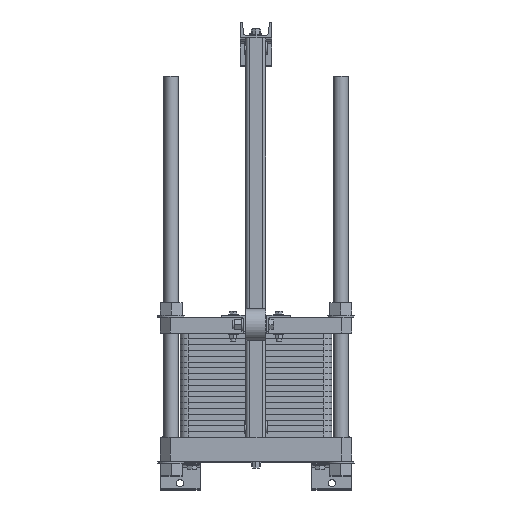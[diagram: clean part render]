
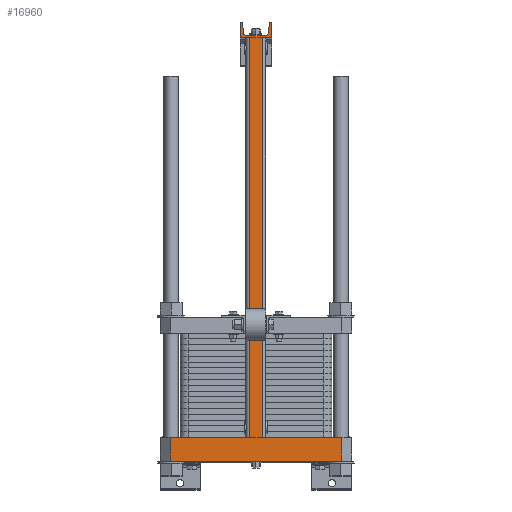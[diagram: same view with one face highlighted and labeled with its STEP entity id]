
A CAD part, top view. The second image highlights one B-rep face of the part: STEP entity #16960.
In plain terms, the highlighted planar face has unit normal (0, 0, 1).
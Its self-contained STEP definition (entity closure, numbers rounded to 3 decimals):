
#1855=LINE('',#25426,#3717);
#1856=LINE('',#25446,#3718);
#1857=LINE('',#25448,#3719);
#1858=LINE('',#25450,#3720);
#1859=LINE('',#25452,#3721);
#1860=LINE('',#25454,#3722);
#1861=LINE('',#25456,#3723);
#1862=LINE('',#25458,#3724);
#1863=LINE('',#25460,#3725);
#1864=LINE('',#25462,#3726);
#1865=LINE('',#25466,#3727);
#1866=LINE('',#25470,#3728);
#1867=LINE('',#25474,#3729);
#1868=LINE('',#25478,#3730);
#1869=LINE('',#25480,#3731);
#1870=LINE('',#25481,#3732);
#3717=VECTOR('',#19787,1.);
#3718=VECTOR('',#19792,10.);
#3719=VECTOR('',#19793,10.);
#3720=VECTOR('',#19794,10.);
#3721=VECTOR('',#19795,10.);
#3722=VECTOR('',#19796,10.);
#3723=VECTOR('',#19797,10.);
#3724=VECTOR('',#19798,10.);
#3725=VECTOR('',#19799,10.);
#3726=VECTOR('',#19800,10.);
#3727=VECTOR('',#19803,10.);
#3728=VECTOR('',#19806,10.);
#3729=VECTOR('',#19809,10.);
#3730=VECTOR('',#19812,10.);
#3731=VECTOR('',#19813,10.);
#3732=VECTOR('',#19814,10.);
#5541=PLANE('',#17870);
#6477=FACE_OUTER_BOUND('',#7339,.T.);
#7339=EDGE_LOOP('',(#12930,#12931,#12932,#12933,#12934,#12935,#12936,#12937,
#12938,#12939,#12940,#12941,#12942,#12943,#12944,#12945,#12946,#12947,#12948,
#12949));
#8504=CIRCLE('',#17871,4.);
#8505=CIRCLE('',#17872,8.);
#8506=CIRCLE('',#17873,8.);
#8507=CIRCLE('',#17874,4.);
#9488=VERTEX_POINT('',#25423);
#9489=VERTEX_POINT('',#25425);
#9490=VERTEX_POINT('',#25445);
#9491=VERTEX_POINT('',#25447);
#9492=VERTEX_POINT('',#25449);
#9493=VERTEX_POINT('',#25451);
#9494=VERTEX_POINT('',#25453);
#9495=VERTEX_POINT('',#25455);
#9496=VERTEX_POINT('',#25457);
#9497=VERTEX_POINT('',#25459);
#9498=VERTEX_POINT('',#25461);
#9499=VERTEX_POINT('',#25463);
#9500=VERTEX_POINT('',#25465);
#9501=VERTEX_POINT('',#25467);
#9502=VERTEX_POINT('',#25469);
#9503=VERTEX_POINT('',#25471);
#9504=VERTEX_POINT('',#25473);
#9505=VERTEX_POINT('',#25475);
#9506=VERTEX_POINT('',#25477);
#9507=VERTEX_POINT('',#25479);
#10883=EDGE_CURVE('',#9489,#9488,#1855,.T.);
#10886=EDGE_CURVE('',#9488,#9490,#1856,.T.);
#10887=EDGE_CURVE('',#9490,#9491,#1857,.T.);
#10888=EDGE_CURVE('',#9492,#9491,#1858,.T.);
#10889=EDGE_CURVE('',#9493,#9492,#1859,.T.);
#10890=EDGE_CURVE('',#9493,#9494,#1860,.T.);
#10891=EDGE_CURVE('',#9494,#9495,#1861,.T.);
#10892=EDGE_CURVE('',#9495,#9496,#1862,.T.);
#10893=EDGE_CURVE('',#9496,#9497,#1863,.T.);
#10894=EDGE_CURVE('',#9497,#9498,#1864,.T.);
#10895=EDGE_CURVE('',#9498,#9499,#8504,.T.);
#10896=EDGE_CURVE('',#9499,#9500,#1865,.T.);
#10897=EDGE_CURVE('',#9500,#9501,#8505,.T.);
#10898=EDGE_CURVE('',#9501,#9502,#1866,.T.);
#10899=EDGE_CURVE('',#9502,#9503,#8506,.T.);
#10900=EDGE_CURVE('',#9503,#9504,#1867,.T.);
#10901=EDGE_CURVE('',#9504,#9505,#8507,.T.);
#10902=EDGE_CURVE('',#9505,#9506,#1868,.T.);
#10903=EDGE_CURVE('',#9506,#9507,#1869,.T.);
#10904=EDGE_CURVE('',#9507,#9489,#1870,.T.);
#12930=ORIENTED_EDGE('',*,*,#10883,.T.);
#12931=ORIENTED_EDGE('',*,*,#10886,.T.);
#12932=ORIENTED_EDGE('',*,*,#10887,.T.);
#12933=ORIENTED_EDGE('',*,*,#10888,.F.);
#12934=ORIENTED_EDGE('',*,*,#10889,.F.);
#12935=ORIENTED_EDGE('',*,*,#10890,.T.);
#12936=ORIENTED_EDGE('',*,*,#10891,.T.);
#12937=ORIENTED_EDGE('',*,*,#10892,.T.);
#12938=ORIENTED_EDGE('',*,*,#10893,.T.);
#12939=ORIENTED_EDGE('',*,*,#10894,.T.);
#12940=ORIENTED_EDGE('',*,*,#10895,.T.);
#12941=ORIENTED_EDGE('',*,*,#10896,.T.);
#12942=ORIENTED_EDGE('',*,*,#10897,.T.);
#12943=ORIENTED_EDGE('',*,*,#10898,.T.);
#12944=ORIENTED_EDGE('',*,*,#10899,.T.);
#12945=ORIENTED_EDGE('',*,*,#10900,.T.);
#12946=ORIENTED_EDGE('',*,*,#10901,.T.);
#12947=ORIENTED_EDGE('',*,*,#10902,.T.);
#12948=ORIENTED_EDGE('',*,*,#10903,.T.);
#12949=ORIENTED_EDGE('',*,*,#10904,.T.);
#16960=ADVANCED_FACE('',(#6477),#5541,.T.);
#17870=AXIS2_PLACEMENT_3D('',#25444,#19790,#19791);
#17871=AXIS2_PLACEMENT_3D('',#25464,#19801,#19802);
#17872=AXIS2_PLACEMENT_3D('',#25468,#19804,#19805);
#17873=AXIS2_PLACEMENT_3D('',#25472,#19807,#19808);
#17874=AXIS2_PLACEMENT_3D('',#25476,#19810,#19811);
#19787=DIRECTION('',(0.,-1.,0.));
#19790=DIRECTION('center_axis',(0.,0.,
1.));
#19791=DIRECTION('ref_axis',(-1.,0.,0.));
#19792=DIRECTION('',(-1.,0.,0.));
#19793=DIRECTION('',(0.,-1.,0.));
#19794=DIRECTION('',(-1.,0.,0.));
#19795=DIRECTION('',(0.,-1.,0.));
#19796=DIRECTION('',(-1.,0.,0.));
#19797=DIRECTION('',(0.,1.,0.));
#19798=DIRECTION('',(1.,0.,0.));
#19799=DIRECTION('',(0.,1.,0.));
#19800=DIRECTION('',(-1.,0.,0.));
#19801=DIRECTION('center_axis',(0.,0.,1.));
#19802=DIRECTION('ref_axis',(0.,1.,0.));
#19803=DIRECTION('',(-0.091,-0.996,0.));
#19804=DIRECTION('center_axis',(0.,0.,-1.));
#19805=DIRECTION('ref_axis',(0.,1.,0.));
#19806=DIRECTION('',(-1.,0.,0.));
#19807=DIRECTION('center_axis',(0.,0.,-1.));
#19808=DIRECTION('ref_axis',(0.996,0.091,0.));
#19809=DIRECTION('',(-0.091,0.996,0.));
#19810=DIRECTION('center_axis',(0.,0.,1.));
#19811=DIRECTION('ref_axis',(0.996,0.091,0.));
#19812=DIRECTION('',(-1.,0.,0.));
#19813=DIRECTION('',(0.,-1.,0.));
#19814=DIRECTION('',(1.,0.,0.));
#25423=CARTESIAN_POINT('',(-16.2,0.,1111.));
#25425=CARTESIAN_POINT('',(-16.2,1000.,1111.));
#25426=CARTESIAN_POINT('',(-16.2,766.,1111.));
#25444=CARTESIAN_POINT('Origin',(215.,0.,
1111.));
#25445=CARTESIAN_POINT('',(-215.,0.,1111.));
#25446=CARTESIAN_POINT('',(215.,0.,1111.));
#25447=CARTESIAN_POINT('',(-215.,-60.,1111.));
#25448=CARTESIAN_POINT('',(-215.,0.,1111.));
#25449=CARTESIAN_POINT('',(215.,-60.,1111.));
#25450=CARTESIAN_POINT('',(215.,-60.,1111.));
#25451=CARTESIAN_POINT('',(215.,0.,1111.));
#25452=CARTESIAN_POINT('',(215.,0.,1111.));
#25453=CARTESIAN_POINT('',(16.2,0.,1111.));
#25454=CARTESIAN_POINT('',(215.,0.,1111.));
#25455=CARTESIAN_POINT('',(16.2,1000.,1111.));
#25456=CARTESIAN_POINT('',(16.2,0.,1111.));
#25457=CARTESIAN_POINT('',(40.,1000.,1111.));
#25458=CARTESIAN_POINT('',(-40.,1000.,1111.));
#25459=CARTESIAN_POINT('',(40.,1040.,1111.));
#25460=CARTESIAN_POINT('',(40.,1000.,1111.));
#25461=CARTESIAN_POINT('',(37.45,1040.,1111.));
#25462=CARTESIAN_POINT('',(40.,1040.,1111.));
#25463=CARTESIAN_POINT('',(33.466,1036.366,1111.));
#25464=CARTESIAN_POINT('Origin',(37.45,1036.,1111.));
#25465=CARTESIAN_POINT('',(31.347,1013.269,1111.));
#25466=CARTESIAN_POINT('',(33.466,1036.366,1111.));
#25467=CARTESIAN_POINT('',(23.381,1006.,1111.));
#25468=CARTESIAN_POINT('Origin',(23.381,1014.,1111.));
#25469=CARTESIAN_POINT('',(-23.381,1006.,1111.));
#25470=CARTESIAN_POINT('',(23.381,1006.,1111.));
#25471=CARTESIAN_POINT('',(-31.347,1013.269,1111.));
#25472=CARTESIAN_POINT('Origin',(-23.381,1014.,1111.));
#25473=CARTESIAN_POINT('',(-33.466,1036.366,1111.));
#25474=CARTESIAN_POINT('',(-31.347,1013.269,1111.));
#25475=CARTESIAN_POINT('',(-37.45,1040.,1111.));
#25476=CARTESIAN_POINT('Origin',(-37.45,1036.,1111.));
#25477=CARTESIAN_POINT('',(-40.,1040.,1111.));
#25478=CARTESIAN_POINT('',(-37.45,1040.,1111.));
#25479=CARTESIAN_POINT('',(-40.,1000.,1111.));
#25480=CARTESIAN_POINT('',(-40.,1040.,1111.));
#25481=CARTESIAN_POINT('',(-40.,1000.,1111.));
